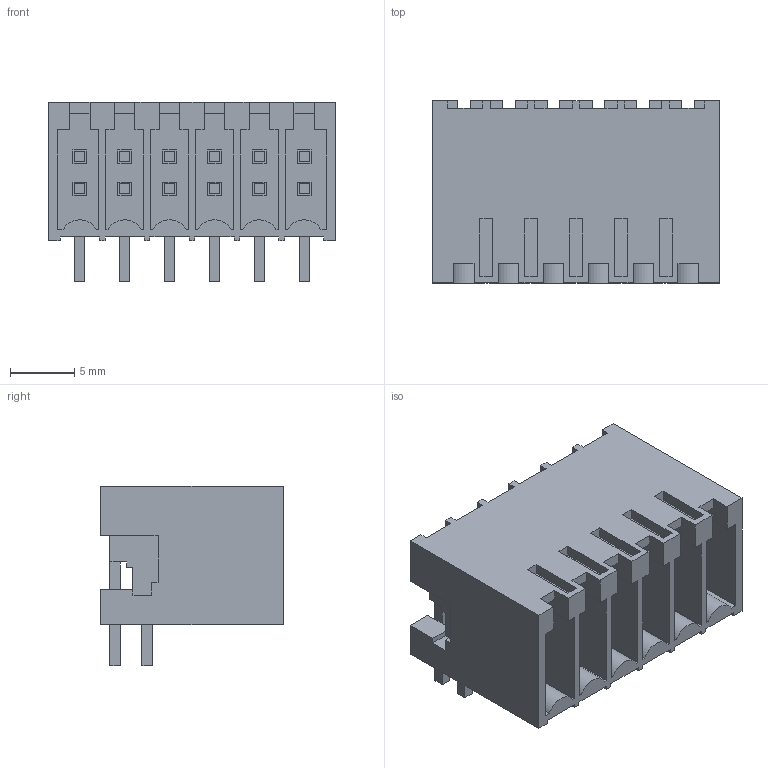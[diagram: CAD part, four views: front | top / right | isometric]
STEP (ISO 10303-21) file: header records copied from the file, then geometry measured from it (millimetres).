
FILE_DESCRIPTION(('CATIA V5 STEP Exchange','CAx-IF Rec.Pracs.--- Model Styling and Organization---1.2---2011-12-15'),'2;1');
FILE_NAME ('D1450625_0', '2018-03-29T10:24:49+00:00', ('none'), ('Weidmueller'), 'CATIA Version 5-6 Release 2014', 'CATIA V5 STEP AP214', 'none');
FILE_SCHEMA(('AUTOMOTIVE_DESIGN { 1 0 10303 214 1 1 1 1 }'));
Length unit declared in the file: millimetre
Products named in the file (1): 1289300000
Bounding box: 22.4 x 14.2 x 14 mm (x, y, z)
Volume: 1758.6 mm3; surface area: 4036.9 mm2
Topology: 13 solids, 13 shells, 462 faces, 1342 edges, 915 vertices
Faces by surface type: plane 450, cylinder 12
Entity records: 13934 total; most frequent: ORIENTED_EDGE 2684, CARTESIAN_POINT 2495, DIRECTION 1816, EDGE_CURVE 1342, VECTOR 1318, LINE 1318, VERTEX_POINT 915, EDGE_LOOP 495
